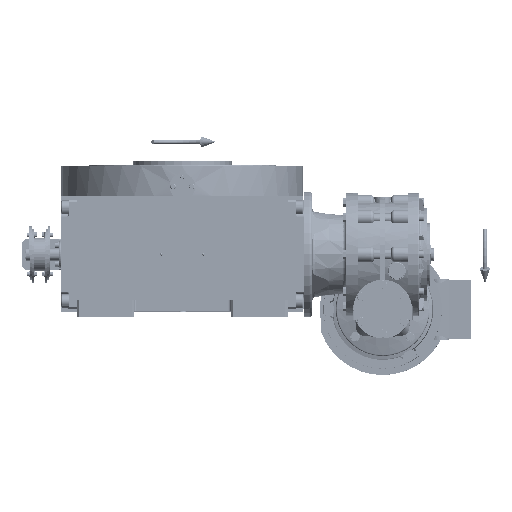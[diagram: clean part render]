
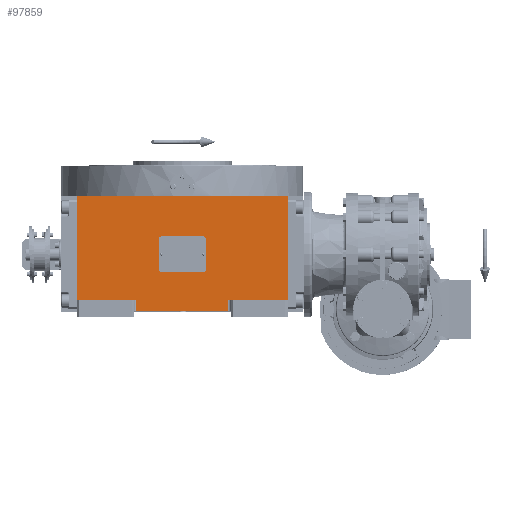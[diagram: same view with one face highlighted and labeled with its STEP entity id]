
A CAD part, top view. The second image highlights one B-rep face of the part: STEP entity #97859.
In plain terms, the highlighted planar face has unit normal (0, 0, 1).
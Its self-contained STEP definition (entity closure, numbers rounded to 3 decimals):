
#2604 = VERTEX_POINT ( 'NONE', #135957 ) ;
#4376 = AXIS2_PLACEMENT_3D ( 'NONE', #14839, #70698, #112846 ) ;
#4824 = DIRECTION ( 'NONE',  ( 1., 0., 0. ) ) ;
#5394 = CARTESIAN_POINT ( 'NONE',  ( 135., -59., 226. ) ) ;
#7263 = VECTOR ( 'NONE', #4824, 1000. ) ;
#9202 = VECTOR ( 'NONE', #179820, 1000. ) ;
#11664 = ORIENTED_EDGE ( 'NONE', *, *, #91402, .F. ) ;
#12435 = CARTESIAN_POINT ( 'NONE',  ( -135., 75., 226. ) ) ;
#14839 = CARTESIAN_POINT ( 'NONE',  ( -135., -73., 226. ) ) ;
#15893 = LINE ( 'NONE', #168066, #137323 ) ;
#16399 = DIRECTION ( 'NONE',  ( 1., 0., 0. ) ) ;
#17034 = VECTOR ( 'NONE', #157707, 1000. ) ;
#26704 = LINE ( 'NONE', #168750, #9202 ) ;
#32024 = EDGE_CURVE ( 'NONE', #164226, #74675, #15893, .T. ) ;
#44946 = CARTESIAN_POINT ( 'NONE',  ( -135., -59., 226. ) ) ;
#47135 = VECTOR ( 'NONE', #67425, 1000. ) ;
#47269 = VERTEX_POINT ( 'NONE', #51683 ) ;
#48085 = CARTESIAN_POINT ( 'NONE',  ( -59., -73., 226. ) ) ;
#49900 = LINE ( 'NONE', #48085, #72125 ) ;
#50232 = VERTEX_POINT ( 'NONE', #120737 ) ;
#51683 = CARTESIAN_POINT ( 'NONE',  ( 59., -59., 226. ) ) ;
#61828 = DIRECTION ( 'NONE',  ( 0., 1., 0. ) ) ;
#63325 = EDGE_LOOP ( 'NONE', ( #160826, #66806, #166334, #166898, #11664, #77560, #101842, #68797 ) ) ;
#64166 = CARTESIAN_POINT ( 'NONE',  ( 59., -59., 226. ) ) ;
#66806 = ORIENTED_EDGE ( 'NONE', *, *, #69735, .F. ) ;
#67425 = DIRECTION ( 'NONE',  ( 1., 0., 0. ) ) ;
#68797 = ORIENTED_EDGE ( 'NONE', *, *, #110633, .F. ) ;
#69735 = EDGE_CURVE ( 'NONE', #47269, #50232, #26704, .T. ) ;
#70698 = DIRECTION ( 'NONE',  ( 0., 0., 1. ) ) ;
#72125 = VECTOR ( 'NONE', #61828, 1000. ) ;
#74475 = LINE ( 'NONE', #171687, #7263 ) ;
#74675 = VERTEX_POINT ( 'NONE', #151233 ) ;
#76154 = LINE ( 'NONE', #64166, #163799 ) ;
#77560 = ORIENTED_EDGE ( 'NONE', *, *, #131500, .F. ) ;
#91402 = EDGE_CURVE ( 'NONE', #133855, #74675, #137989, .T. ) ;
#95713 = EDGE_CURVE ( 'NONE', #104183, #50232, #74475, .T. ) ;
#97859 = ADVANCED_FACE ( 'NONE', ( #98216 ), #154142, .T. ) ;
#98216 = FACE_OUTER_BOUND ( 'NONE', #63325, .T. ) ;
#99564 = CARTESIAN_POINT ( 'NONE',  ( -59., -73., 226. ) ) ;
#100152 = DIRECTION ( 'NONE',  ( 0., 1., 0. ) ) ;
#101842 = ORIENTED_EDGE ( 'NONE', *, *, #111805, .T. ) ;
#104183 = VERTEX_POINT ( 'NONE', #99564 ) ;
#110633 = EDGE_CURVE ( 'NONE', #104183, #143535, #49900, .T. ) ;
#111711 = CARTESIAN_POINT ( 'NONE',  ( -135., 75., 226. ) ) ;
#111805 = EDGE_CURVE ( 'NONE', #2604, #143535, #152983, .T. ) ;
#112846 = DIRECTION ( 'NONE',  ( 1., 0., 0. ) ) ;
#114586 = EDGE_CURVE ( 'NONE', #47269, #164226, #76154, .T. ) ;
#115513 = LINE ( 'NONE', #44946, #17034 ) ;
#119851 = CARTESIAN_POINT ( 'NONE',  ( -59., -59., 226. ) ) ;
#120737 = CARTESIAN_POINT ( 'NONE',  ( 59., -73., 226. ) ) ;
#126330 = CARTESIAN_POINT ( 'NONE',  ( -135., -59., 226. ) ) ;
#127557 = VECTOR ( 'NONE', #16399, 1000. ) ;
#131500 = EDGE_CURVE ( 'NONE', #2604, #133855, #115513, .T. ) ;
#133855 = VERTEX_POINT ( 'NONE', #111711 ) ;
#135957 = CARTESIAN_POINT ( 'NONE',  ( -135., -59., 226. ) ) ;
#137323 = VECTOR ( 'NONE', #100152, 1000. ) ;
#137989 = LINE ( 'NONE', #12435, #47135 ) ;
#143535 = VERTEX_POINT ( 'NONE', #119851 ) ;
#151233 = CARTESIAN_POINT ( 'NONE',  ( 135., 75., 226. ) ) ;
#152983 = LINE ( 'NONE', #126330, #127557 ) ;
#154142 = PLANE ( 'NONE',  #4376 ) ;
#157707 = DIRECTION ( 'NONE',  ( 0., 1., 0. ) ) ;
#160826 = ORIENTED_EDGE ( 'NONE', *, *, #95713, .T. ) ;
#163799 = VECTOR ( 'NONE', #176056, 1000. ) ;
#164226 = VERTEX_POINT ( 'NONE', #5394 ) ;
#166334 = ORIENTED_EDGE ( 'NONE', *, *, #114586, .T. ) ;
#166898 = ORIENTED_EDGE ( 'NONE', *, *, #32024, .T. ) ;
#168066 = CARTESIAN_POINT ( 'NONE',  ( 135., -59., 226. ) ) ;
#168750 = CARTESIAN_POINT ( 'NONE',  ( 59., -59., 226. ) ) ;
#171687 = CARTESIAN_POINT ( 'NONE',  ( -59., -73., 226. ) ) ;
#176056 = DIRECTION ( 'NONE',  ( 1., 0., 0. ) ) ;
#179820 = DIRECTION ( 'NONE',  ( 0., -1., 0. ) ) ;
